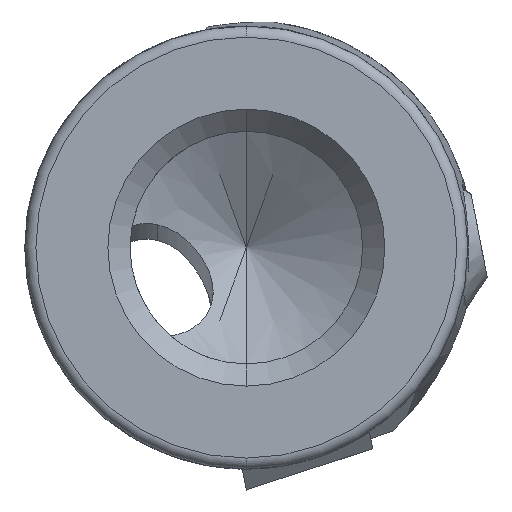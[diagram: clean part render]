
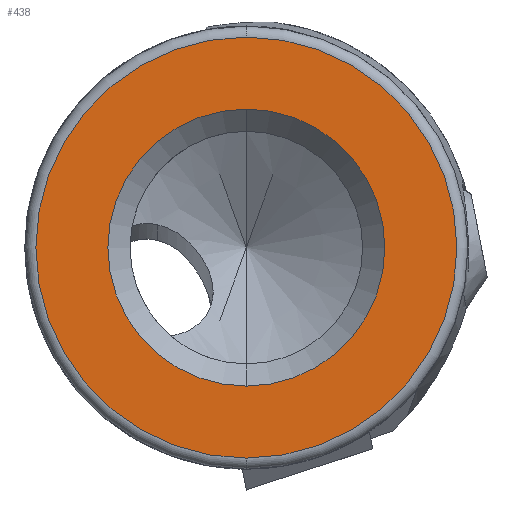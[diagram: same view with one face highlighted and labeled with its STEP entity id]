
A CAD part, left-side view. The second image highlights one B-rep face of the part: STEP entity #438.
In plain terms, the highlighted planar face has unit normal (-1, 0, 0).
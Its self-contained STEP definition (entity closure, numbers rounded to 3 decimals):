
#23 = AXIS2_PLACEMENT_3D ( 'NONE', #1136, #2215, #4386 ) ;
#26 = VERTEX_POINT ( 'NONE', #687 ) ;
#42 = PLANE ( 'NONE',  #23 ) ;
#79 = DIRECTION ( 'NONE',  ( 0., 0., 1. ) ) ;
#202 = AXIS2_PLACEMENT_3D ( 'NONE', #3253, #1079, #3623 ) ;
#303 = CIRCLE ( 'NONE', #2965, 2.5 ) ;
#387 = EDGE_CURVE ( 'NONE', #26, #1762, #303, .T. ) ;
#438 = ADVANCED_FACE ( 'NONE', ( #3921, #3071 ), #42, .F. ) ;
#444 = CARTESIAN_POINT ( 'NONE',  ( -18., 0., 4.375 ) ) ;
#469 = ORIENTED_EDGE ( 'NONE', *, *, #2813, .T. ) ;
#618 = CARTESIAN_POINT ( 'NONE',  ( -18., 0., 6.875 ) ) ;
#687 = CARTESIAN_POINT ( 'NONE',  ( -18., 0., 1.875 ) ) ;
#1079 = DIRECTION ( 'NONE',  ( -1., 0., 0. ) ) ;
#1136 = CARTESIAN_POINT ( 'NONE',  ( -18., 0., 0.375 ) ) ;
#1351 = EDGE_LOOP ( 'NONE', ( #2814, #469 ) ) ;
#1569 = CIRCLE ( 'NONE', #2681, 2.5 ) ;
#1655 = CARTESIAN_POINT ( 'NONE',  ( -18., 0., 0.575 ) ) ;
#1762 = VERTEX_POINT ( 'NONE', #618 ) ;
#2023 = CIRCLE ( 'NONE', #202, 3.8 ) ;
#2133 = CARTESIAN_POINT ( 'NONE',  ( -18., 0., 4.375 ) ) ;
#2159 = DIRECTION ( 'NONE',  ( -1., 0., 0. ) ) ;
#2215 = DIRECTION ( 'NONE',  ( 1., 0., 0. ) ) ;
#2483 = ORIENTED_EDGE ( 'NONE', *, *, #387, .F. ) ;
#2500 = DIRECTION ( 'NONE',  ( 0., 0., -1. ) ) ;
#2606 = DIRECTION ( 'NONE',  ( -1., 0., 0. ) ) ;
#2681 = AXIS2_PLACEMENT_3D ( 'NONE', #4333, #2159, #4683 ) ;
#2727 = EDGE_CURVE ( 'NONE', #3929, #4190, #2978, .T. ) ;
#2738 = ORIENTED_EDGE ( 'NONE', *, *, #3552, .F. ) ;
#2813 = EDGE_CURVE ( 'NONE', #4190, #3929, #2023, .T. ) ;
#2814 = ORIENTED_EDGE ( 'NONE', *, *, #2727, .T. ) ;
#2965 = AXIS2_PLACEMENT_3D ( 'NONE', #444, #2606, #79 ) ;
#2978 = CIRCLE ( 'NONE', #3925, 3.8 ) ;
#3071 = FACE_BOUND ( 'NONE', #3897, .T. ) ;
#3253 = CARTESIAN_POINT ( 'NONE',  ( -18., 0., 4.375 ) ) ;
#3552 = EDGE_CURVE ( 'NONE', #1762, #26, #1569, .T. ) ;
#3623 = DIRECTION ( 'NONE',  ( 0., 0., -1. ) ) ;
#3897 = EDGE_LOOP ( 'NONE', ( #2738, #2483 ) ) ;
#3921 = FACE_OUTER_BOUND ( 'NONE', #1351, .T. ) ;
#3925 = AXIS2_PLACEMENT_3D ( 'NONE', #2133, #4658, #2500 ) ;
#3929 = VERTEX_POINT ( 'NONE', #1655 ) ;
#3968 = CARTESIAN_POINT ( 'NONE',  ( -18., 0., 8.175 ) ) ;
#4190 = VERTEX_POINT ( 'NONE', #3968 ) ;
#4333 = CARTESIAN_POINT ( 'NONE',  ( -18., 0., 4.375 ) ) ;
#4386 = DIRECTION ( 'NONE',  ( 0., 0., -1. ) ) ;
#4658 = DIRECTION ( 'NONE',  ( -1., 0., 0. ) ) ;
#4683 = DIRECTION ( 'NONE',  ( 0., 0., 1. ) ) ;
